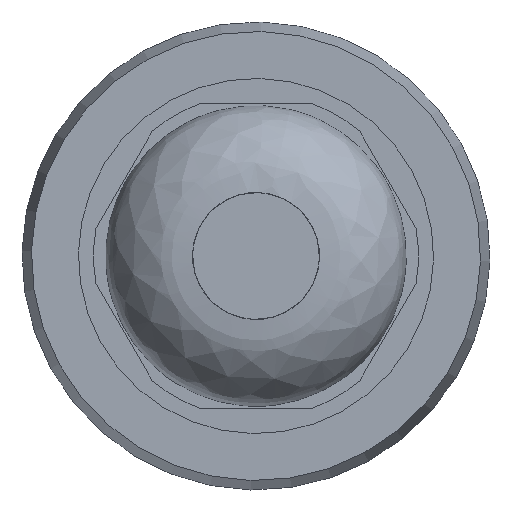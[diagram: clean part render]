
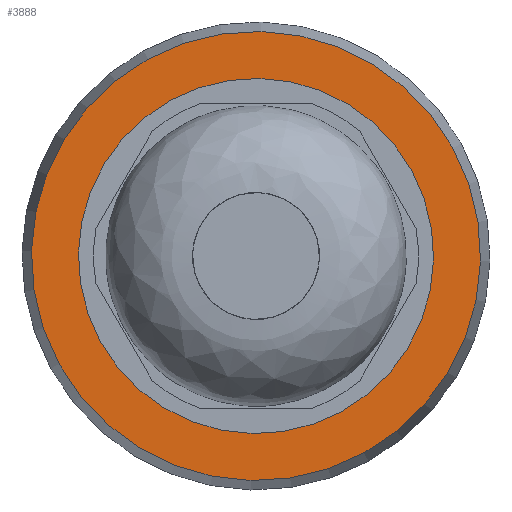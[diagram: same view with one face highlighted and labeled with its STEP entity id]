
A CAD part, left-side view. The second image highlights one B-rep face of the part: STEP entity #3888.
In plain terms, the highlighted face is planar.
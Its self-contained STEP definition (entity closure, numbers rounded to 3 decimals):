
#116=FACE_BOUND('',#1347,.T.);
#233=PLANE('',#4436);
#1078=FACE_OUTER_BOUND('',#1346,.T.);
#1346=EDGE_LOOP('',(#3643));
#1347=EDGE_LOOP('',(#3644));
#1602=CIRCLE('',#4421,7.);
#1609=CIRCLE('',#4435,8.85);
#1963=VERTEX_POINT('',#7337);
#1970=VERTEX_POINT('',#7358);
#2521=EDGE_CURVE('',#1963,#1963,#1602,.T.);
#2528=EDGE_CURVE('',#1970,#1970,#1609,.T.);
#3643=ORIENTED_EDGE('',*,*,#2528,.T.);
#3644=ORIENTED_EDGE('',*,*,#2521,.F.);
#3888=ADVANCED_FACE('',(#1078,#116),#233,.T.);
#4421=AXIS2_PLACEMENT_3D('',#7338,#5660,#5661);
#4435=AXIS2_PLACEMENT_3D('',#7359,#5688,#5689);
#4436=AXIS2_PLACEMENT_3D('',#7360,#5690,#5691);
#5660=DIRECTION('center_axis',(1.,0.,0.));
#5661=DIRECTION('ref_axis',(0.,0.,-1.));
#5688=DIRECTION('center_axis',(1.,0.,0.));
#5689=DIRECTION('ref_axis',(0.,0.,-1.));
#5690=DIRECTION('center_axis',(1.,0.,0.));
#5691=DIRECTION('ref_axis',(0.,0.,-1.));
#7337=CARTESIAN_POINT('',(0.,7.,0.));
#7338=CARTESIAN_POINT('Origin',(0.,0.,0.));
#7358=CARTESIAN_POINT('',(0.,8.85,0.));
#7359=CARTESIAN_POINT('Origin',(0.,0.,0.));
#7360=CARTESIAN_POINT('Origin',(0.,7.,0.));
